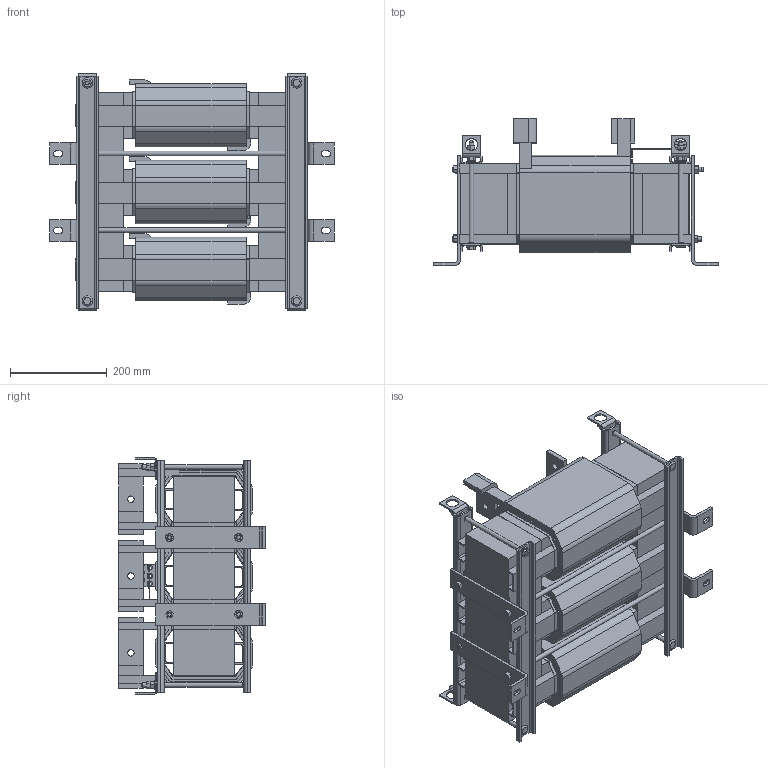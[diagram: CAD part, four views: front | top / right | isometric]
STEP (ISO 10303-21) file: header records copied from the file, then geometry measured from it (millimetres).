
FILE_DESCRIPTION(/* description */ (''),/* implementation_level */ '2;1');
FILE_NAME(/* name */ 'KTRMG540AX7.stp',/* time_stamp */ '2020-06-03T13:41:18-05:00',/* author */ ('jnelson'),/* organization */ (''),/* preprocessor_version */ 'ST-DEVELOPER v17',/* originating_system */ 'Autodesk Inventor 2019',/* authorisation */ '');
FILE_SCHEMA (('AUTOMOTIVE_DESIGN { 1 0 10303 214 3 1 1 }'));
Length unit declared in the file: inch
Products named in the file (27): KTRMG540AX7; 24163; 25684; 22875; 25938; 14821; 31642; 31003 - Bracket; 30097- LARGE  BLANK  (REACTOR); 22558; 20783; 29477-KTRMG362AMSX1; 28453; 28453_1; 11923insert-hex head; 11923-1; 11923-HEX SCREW; 14331 WIRING KTRMG362AMS; 14331 WIRING KTRMG362AMS Short Bend; 31615; 23698; 22876; 23973; 11626 AND 1509; 1509; 11626; 1608
Assembly tree (77 placements, depth 4):
  KTRMG540AX7
    22875  x2
    24163  x3
    25684  x2
    25938  x4
    14821  x4
    31642
      22558
      31003 - Bracket
    22558  x3
    20783  x6
    11626  x9
    30097- LARGE  BLANK  (REACTOR)
    22876  x4
    29477-KTRMG362AMSX1
    28453
      28453_1
      11923insert-hex head  x3
        11923-1
        11923-HEX SCREW
    14331 WIRING KTRMG362AMS  x2
    14331 WIRING KTRMG362AMS Short Bend  x2
    31615
    23973  x4
    23698  x4
    11626 AND 1509  x8
      1509
      11626
    1608  x4
Bounding box: 588.79 x 303.68 x 488.95 mm (x, y, z)
Volume: 28789870.6 mm3; surface area: 4516125.4 mm2
Topology: 91 solids, 91 shells, 3773 faces, 10091 edges, 6523 vertices
Faces by surface type: plane 1822, cylinder 1672, bspline 214, cone 57, torus 4, sphere 4
Full cylindrical faces by diameter (mm): 1.524 x10, 4.166 x2, 4.496 x3, 4.724 x2, 5.172 x30, 5.436 x2, 5.602 x4, 6.35 x30, 6.564 x4, 6.604 x6, 7.01 x6, 7.798 x21, 9.267 x4, 9.525 x16, 11.176 x12, 13.462 x6, 19.05 x8, 25.4 x4
Entity records: 42841 total; most frequent: CARTESIAN_POINT 11675, ORIENTED_EDGE 6530, DIRECTION 5665, EDGE_CURVE 3265, LINE 2217, VECTOR 2217, VERTEX_POINT 2141, AXIS2_PLACEMENT_3D 1724
